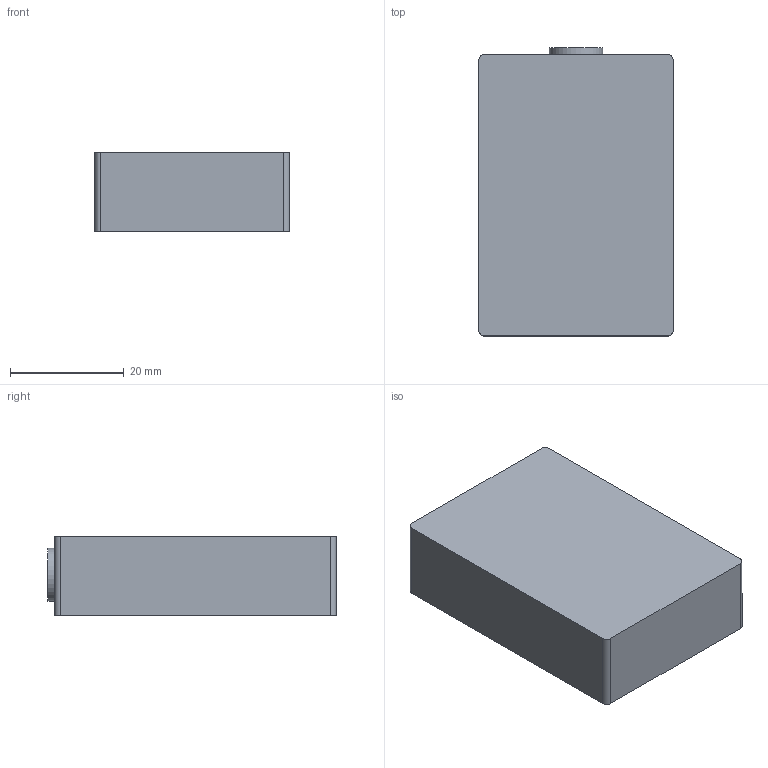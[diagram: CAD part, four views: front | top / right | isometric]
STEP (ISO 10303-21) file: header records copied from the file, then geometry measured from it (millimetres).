
FILE_DESCRIPTION(/* description */ (''),/* implementation_level */ '2;1');
FILE_NAME(/* name */ 'base_station_enclosure_lid.step',/* time_stamp */ '2024-02-21T18:36:16-08:00',/* author */ (''),/* organization */ (''),/* preprocessor_version */ 'ST-DEVELOPER v20',/* originating_system */ 'Autodesk Translation Framework v12.20.1.177',/* authorisation */ '');
FILE_SCHEMA (('AUTOMOTIVE_DESIGN { 1 0 10303 214 3 1 1 }'));
Length unit declared in the file: millimetre
Products named in the file (1): base_station_enclosure_lid
Bounding box: 34.22 x 50.66 x 14 mm (x, y, z)
Volume: 8294.3 mm3; surface area: 7669 mm2
Topology: 1 solids, 1 shells, 74 faces, 188 edges, 112 vertices
Faces by surface type: plane 40, cylinder 22, bspline 8, torus 4
Full cylindrical faces by diameter (mm): 6.554 x1, 9.354 x1
Entity records: 2221 total; most frequent: CARTESIAN_POINT 431, DIRECTION 374, ORIENTED_EDGE 360, EDGE_CURVE 180, AXIS2_PLACEMENT_3D 127, LINE 120, VECTOR 120, VERTEX_POINT 112
